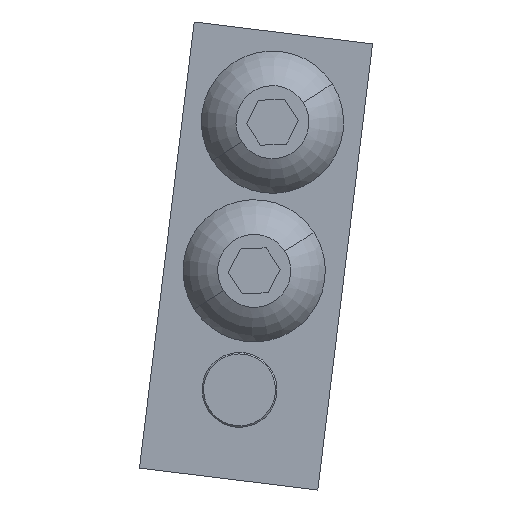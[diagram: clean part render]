
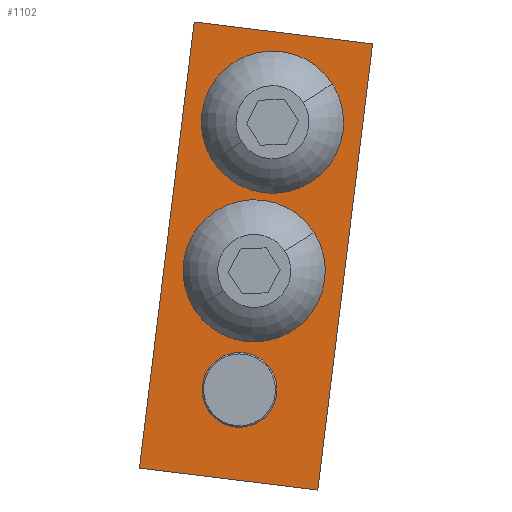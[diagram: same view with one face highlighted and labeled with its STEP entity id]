
A CAD part, left-side view. The second image highlights one B-rep face of the part: STEP entity #1102.
In plain terms, the highlighted face is planar.
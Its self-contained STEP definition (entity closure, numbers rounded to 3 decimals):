
#14 = ORIENTED_EDGE ( 'NONE', *, *, #865, .T. ) ;
#17 = CARTESIAN_POINT ( 'NONE',  ( -9., -3., -2.1 ) ) ;
#31 = VERTEX_POINT ( 'NONE', #302 ) ;
#38 = ORIENTED_EDGE ( 'NONE', *, *, #717, .F. ) ;
#47 = CARTESIAN_POINT ( 'NONE',  ( -15., -3., -6. ) ) ;
#48 = CIRCLE ( 'NONE', #608, 2.1 ) ;
#104 = ORIENTED_EDGE ( 'NONE', *, *, #1522, .T. ) ;
#123 = DIRECTION ( 'NONE',  ( 0., 1., 0. ) ) ;
#191 = ORIENTED_EDGE ( 'NONE', *, *, #642, .T. ) ;
#196 = AXIS2_PLACEMENT_3D ( 'NONE', #1471, #226, #407 ) ;
#206 = VECTOR ( 'NONE', #835, 1000. ) ;
#212 = CARTESIAN_POINT ( 'NONE',  ( -9., -3., 0. ) ) ;
#226 = DIRECTION ( 'NONE',  ( 0., 1., 0. ) ) ;
#235 = DIRECTION ( 'NONE',  ( 0., 1., 0. ) ) ;
#236 = LINE ( 'NONE', #1678, #590 ) ;
#261 = CARTESIAN_POINT ( 'NONE',  ( -9., -3., 2.1 ) ) ;
#283 = CIRCLE ( 'NONE', #975, 2.1 ) ;
#293 = CARTESIAN_POINT ( 'NONE',  ( -15., -3., -6. ) ) ;
#302 = CARTESIAN_POINT ( 'NONE',  ( 1., -3., -2.1 ) ) ;
#339 = VECTOR ( 'NONE', #1294, 1000. ) ;
#367 = EDGE_LOOP ( 'NONE', ( #104, #191 ) ) ;
#405 = VERTEX_POINT ( 'NONE', #1134 ) ;
#407 = DIRECTION ( 'NONE',  ( 0., 0., 1. ) ) ;
#413 = CARTESIAN_POINT ( 'NONE',  ( 1., -3., 2.1 ) ) ;
#422 = EDGE_CURVE ( 'NONE', #780, #475, #283, .T. ) ;
#432 = VERTEX_POINT ( 'NONE', #1630 ) ;
#442 = AXIS2_PLACEMENT_3D ( 'NONE', #1301, #483, #885 ) ;
#470 = VERTEX_POINT ( 'NONE', #1641 ) ;
#475 = VERTEX_POINT ( 'NONE', #261 ) ;
#482 = EDGE_LOOP ( 'NONE', ( #14, #1552 ) ) ;
#483 = DIRECTION ( 'NONE',  ( 0., 1., 0. ) ) ;
#488 = DIRECTION ( 'NONE',  ( 1., 0., 0. ) ) ;
#529 = AXIS2_PLACEMENT_3D ( 'NONE', #1563, #1701, #742 ) ;
#536 = ORIENTED_EDGE ( 'NONE', *, *, #1105, .T. ) ;
#549 = EDGE_CURVE ( 'NONE', #983, #470, #236, .T. ) ;
#556 = EDGE_LOOP ( 'NONE', ( #536, #925 ) ) ;
#590 = VECTOR ( 'NONE', #488, 1000. ) ;
#608 = AXIS2_PLACEMENT_3D ( 'NONE', #212, #235, #1323 ) ;
#642 = EDGE_CURVE ( 'NONE', #31, #1132, #1671, .T. ) ;
#643 = CIRCLE ( 'NONE', #196, 2.1 ) ;
#671 = CARTESIAN_POINT ( 'NONE',  ( 9., -3., 0. ) ) ;
#692 = DIRECTION ( 'NONE',  ( 0., 0., 1. ) ) ;
#717 = EDGE_CURVE ( 'NONE', #405, #772, #1429, .T. ) ;
#739 = CARTESIAN_POINT ( 'NONE',  ( -15., -3., 6. ) ) ;
#742 = DIRECTION ( 'NONE',  ( 0., 0., -1. ) ) ;
#755 = DIRECTION ( 'NONE',  ( 0., 1., 0. ) ) ;
#760 = VERTEX_POINT ( 'NONE', #1290 ) ;
#772 = VERTEX_POINT ( 'NONE', #293 ) ;
#773 = AXIS2_PLACEMENT_3D ( 'NONE', #671, #1098, #692 ) ;
#780 = VERTEX_POINT ( 'NONE', #17 ) ;
#789 = ORIENTED_EDGE ( 'NONE', *, *, #1383, .F. ) ;
#835 = DIRECTION ( 'NONE',  ( 0., 0., -1. ) ) ;
#865 = EDGE_CURVE ( 'NONE', #475, #780, #48, .T. ) ;
#885 = DIRECTION ( 'NONE',  ( 0., 0., 1. ) ) ;
#915 = DIRECTION ( 'NONE',  ( 0., 0., 1. ) ) ;
#925 = ORIENTED_EDGE ( 'NONE', *, *, #1719, .T. ) ;
#953 = CARTESIAN_POINT ( 'NONE',  ( -9., -3., 0. ) ) ;
#962 = DIRECTION ( 'NONE',  ( 0., 0., 1. ) ) ;
#975 = AXIS2_PLACEMENT_3D ( 'NONE', #953, #123, #962 ) ;
#983 = VERTEX_POINT ( 'NONE', #1165 ) ;
#997 = FACE_OUTER_BOUND ( 'NONE', #1056, .T. ) ;
#1031 = LINE ( 'NONE', #1386, #206 ) ;
#1056 = EDGE_LOOP ( 'NONE', ( #1702, #1288, #789, #38 ) ) ;
#1098 = DIRECTION ( 'NONE',  ( 0., 1., 0. ) ) ;
#1102 = ADVANCED_FACE ( 'NONE', ( #1448, #1767, #1402, #997 ), #1425, .T. ) ;
#1105 = EDGE_CURVE ( 'NONE', #432, #760, #1718, .T. ) ;
#1132 = VERTEX_POINT ( 'NONE', #413 ) ;
#1134 = CARTESIAN_POINT ( 'NONE',  ( 15., -3., -6. ) ) ;
#1165 = CARTESIAN_POINT ( 'NONE',  ( -15., -3., 6. ) ) ;
#1172 = LINE ( 'NONE', #739, #1532 ) ;
#1259 = EDGE_CURVE ( 'NONE', #470, #405, #1031, .T. ) ;
#1288 = ORIENTED_EDGE ( 'NONE', *, *, #549, .F. ) ;
#1290 = CARTESIAN_POINT ( 'NONE',  ( 9., -3., -2.5 ) ) ;
#1294 = DIRECTION ( 'NONE',  ( -1., 0., 0. ) ) ;
#1301 = CARTESIAN_POINT ( 'NONE',  ( 9., -3., 0. ) ) ;
#1323 = DIRECTION ( 'NONE',  ( 0., 0., 1. ) ) ;
#1383 = EDGE_CURVE ( 'NONE', #772, #983, #1172, .T. ) ;
#1386 = CARTESIAN_POINT ( 'NONE',  ( 15., -3., 6. ) ) ;
#1402 = FACE_BOUND ( 'NONE', #556, .T. ) ;
#1408 = DIRECTION ( 'NONE',  ( 0., 0., 1. ) ) ;
#1425 = PLANE ( 'NONE',  #529 ) ;
#1429 = LINE ( 'NONE', #47, #339 ) ;
#1448 = FACE_BOUND ( 'NONE', #367, .T. ) ;
#1455 = AXIS2_PLACEMENT_3D ( 'NONE', #1561, #755, #915 ) ;
#1471 = CARTESIAN_POINT ( 'NONE',  ( 1., -3., 0. ) ) ;
#1522 = EDGE_CURVE ( 'NONE', #1132, #31, #643, .T. ) ;
#1532 = VECTOR ( 'NONE', #1408, 1000. ) ;
#1552 = ORIENTED_EDGE ( 'NONE', *, *, #422, .T. ) ;
#1561 = CARTESIAN_POINT ( 'NONE',  ( 1., -3., 0. ) ) ;
#1563 = CARTESIAN_POINT ( 'NONE',  ( 15., -3., -6. ) ) ;
#1630 = CARTESIAN_POINT ( 'NONE',  ( 9., -3., 2.5 ) ) ;
#1641 = CARTESIAN_POINT ( 'NONE',  ( 15., -3., 6. ) ) ;
#1671 = CIRCLE ( 'NONE', #1455, 2.1 ) ;
#1678 = CARTESIAN_POINT ( 'NONE',  ( -15., -3., 6. ) ) ;
#1701 = DIRECTION ( 'NONE',  ( 0., -1., 0. ) ) ;
#1702 = ORIENTED_EDGE ( 'NONE', *, *, #1259, .F. ) ;
#1718 = CIRCLE ( 'NONE', #442, 2.5 ) ;
#1719 = EDGE_CURVE ( 'NONE', #760, #432, #1726, .T. ) ;
#1726 = CIRCLE ( 'NONE', #773, 2.5 ) ;
#1767 = FACE_BOUND ( 'NONE', #482, .T. ) ;
